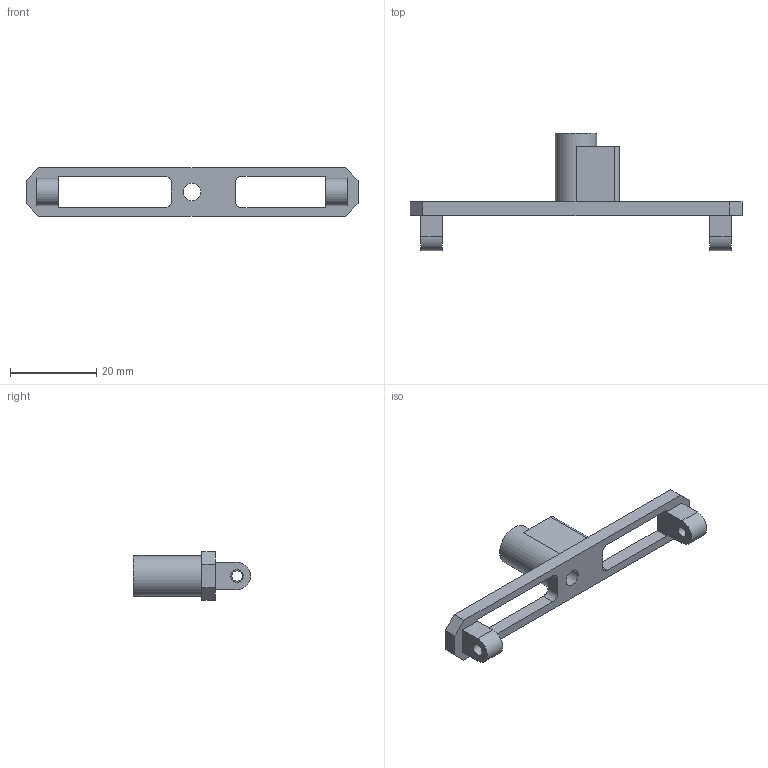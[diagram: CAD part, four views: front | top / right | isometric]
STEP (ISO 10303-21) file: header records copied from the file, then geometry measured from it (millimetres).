
FILE_DESCRIPTION(/* description */ ('Unknown'),/* implementation_level */ '2;1');
FILE_NAME(/* name */ 'U-frame_top_draft_model',/* time_stamp */ '2019-05-23T09:57:47-04:00',/* author */ ('Unknown'),/* organization */ ('Unknown'),/* preprocessor_version */ 'ST-DEVELOPER v16.7',/* originating_system */ 'DEX',/* authorisation */ $);
FILE_SCHEMA (('AUTOMOTIVE_DESIGN {1 0 10303 214 3 1 1}'));
Length unit declared in the file: millimetre
Products named in the file (1): U-frame top
Bounding box: 77 x 27.23 x 11.35 mm (x, y, z)
Volume: 3699 mm3; surface area: 3196.9 mm2
Topology: 1 solids, 1 shells, 41 faces, 121 edges, 81 vertices
Faces by surface type: plane 28, cylinder 13
Full cylindrical faces by diameter (mm): 2.459 x1, 2.85 x1, 3.967 x2, 9.52 x1
Entity records: 1640 total; most frequent: CARTESIAN_POINT 231, ORIENTED_EDGE 224, DIRECTION 223, EDGE_CURVE 112, LINE 85, VECTOR 85, VERTEX_POINT 77, AXIS2_PLACEMENT_3D 69
